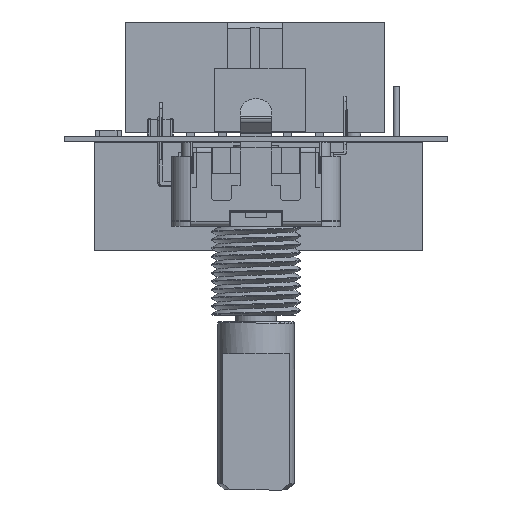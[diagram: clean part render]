
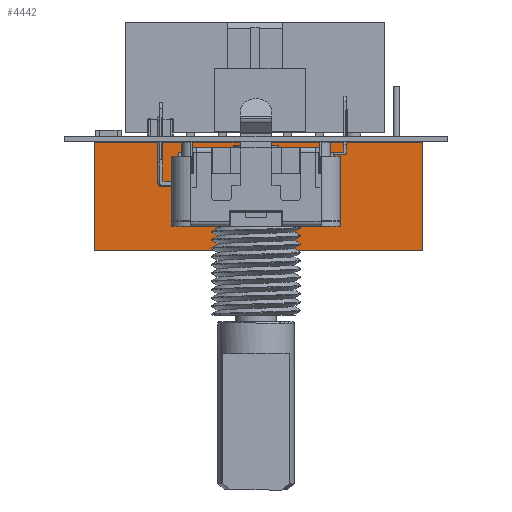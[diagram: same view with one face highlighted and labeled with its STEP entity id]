
A CAD part, front view. The second image highlights one B-rep face of the part: STEP entity #4442.
In plain terms, the highlighted face is planar.
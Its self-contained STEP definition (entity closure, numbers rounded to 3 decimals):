
#4297 = VERTEX_POINT('',#4298);
#4298 = CARTESIAN_POINT('',(0.,71.6,8.5));
#4304 = EDGE_CURVE('',#4305,#4297,#4307,.T.);
#4305 = VERTEX_POINT('',#4306);
#4306 = CARTESIAN_POINT('',(0.,71.6,0.));
#4307 = LINE('',#4308,#4309);
#4308 = CARTESIAN_POINT('',(0.,71.6,8.5));
#4309 = VECTOR('',#4310,1.);
#4310 = DIRECTION('',(0.,0.,1.));
#4335 = EDGE_CURVE('',#4336,#4305,#4338,.T.);
#4336 = VERTEX_POINT('',#4337);
#4337 = CARTESIAN_POINT('',(25.7,71.6,0.));
#4338 = LINE('',#4339,#4340);
#4339 = CARTESIAN_POINT('',(0.,71.6,0.));
#4340 = VECTOR('',#4341,1.);
#4341 = DIRECTION('',(-1.,0.,0.));
#4402 = EDGE_CURVE('',#4403,#4336,#4405,.T.);
#4403 = VERTEX_POINT('',#4404);
#4404 = CARTESIAN_POINT('',(25.7,71.6,8.5));
#4405 = LINE('',#4406,#4407);
#4406 = CARTESIAN_POINT('',(25.7,71.6,0.));
#4407 = VECTOR('',#4408,1.);
#4408 = DIRECTION('',(0.,0.,-1.));
#4431 = EDGE_CURVE('',#4297,#4403,#4432,.T.);
#4432 = LINE('',#4433,#4434);
#4433 = CARTESIAN_POINT('',(25.7,71.6,8.5));
#4434 = VECTOR('',#4435,1.);
#4435 = DIRECTION('',(1.,0.,0.));
#4442 = ADVANCED_FACE('',(#4443),#4449,.T.);
#4443 = FACE_BOUND('',#4444,.T.);
#4444 = EDGE_LOOP('',(#4445,#4446,#4447,#4448));
#4445 = ORIENTED_EDGE('',*,*,#4431,.T.);
#4446 = ORIENTED_EDGE('',*,*,#4402,.T.);
#4447 = ORIENTED_EDGE('',*,*,#4335,.T.);
#4448 = ORIENTED_EDGE('',*,*,#4304,.T.);
#4449 = PLANE('',#4450);
#4450 = AXIS2_PLACEMENT_3D('',#4451,#4452,#4453);
#4451 = CARTESIAN_POINT('',(12.85,71.6,4.25));
#4452 = DIRECTION('',(0.,1.,0.));
#4453 = DIRECTION('',(0.,-0.,1.));
